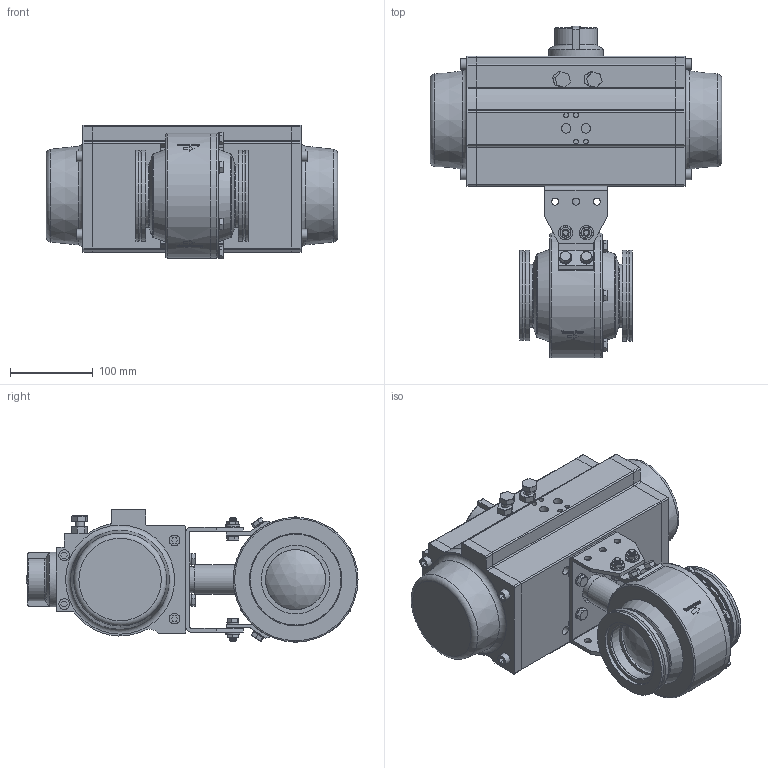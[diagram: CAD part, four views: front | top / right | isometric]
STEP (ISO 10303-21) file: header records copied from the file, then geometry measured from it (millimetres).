
FILE_DESCRIPTION(/* description */ (''),/* implementation_level */ '2;1');
FILE_NAME(/* name */ '3007320d.stp',/* time_stamp */ '2021-05-03T14:38:21-04:00',/* author */ ('Sana_M'),/* organization */ (''),/* preprocessor_version */ 'ST-DEVELOPER v18.1',/* originating_system */ 'Autodesk Inventor 2021',/* authorisation */ '');
FILE_SCHEMA (('AUTOMOTIVE_DESIGN { 1 0 10303 214 3 1 1 }'));
Products named in the file (1): 3007320d
Bounding box: 353.06 x 402.14 x 161.38 mm (x, y, z)
Surface area: 464132.7 mm2 (no closed solid volume)
Topology: 0 solids, 80 shells, 1189 faces, 4131 edges, 2930 vertices
Faces by surface type: plane 580, cylinder 346, cone 153, bspline 92, torus 16, sphere 2
Full cylindrical faces by diameter (mm): 3.988 x4, 4.826 x4, 5.842 x4, 6.35 x1, 6.563 x84, 7.938 x84, 8.433 x6, 9 x2, 10 x2, 10.716 x4, 11.43 x2, 12.509 x4, 12.954 x8, 14.287 x14, 17.066 x4, 31.75 x1, 35.56 x1, 36.576 x1, 39.37 x1, 66.04 x1, 73.025 x7, 76.2 x2, 83.21 x2, 92.202 x2, 109.982 x4, 151.13 x2
Entity records: 63947 total; most frequent: CARTESIAN_POINT 29257, ORIENTED_EDGE 6655, DIRECTION 6498, EDGE_CURVE 4125, VERTEX_POINT 2930, AXIS2_PLACEMENT_3D 2284, LINE 1930, VECTOR 1930
